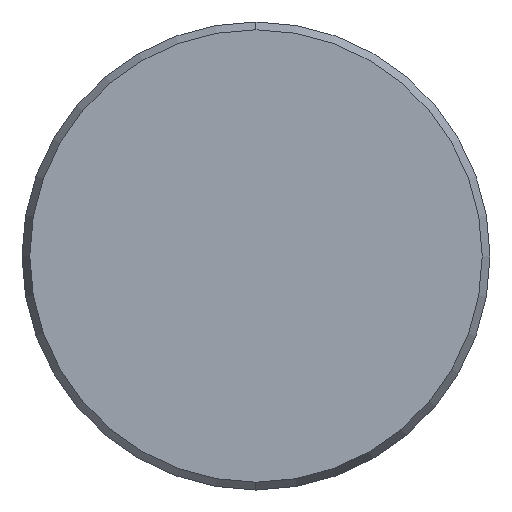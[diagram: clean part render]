
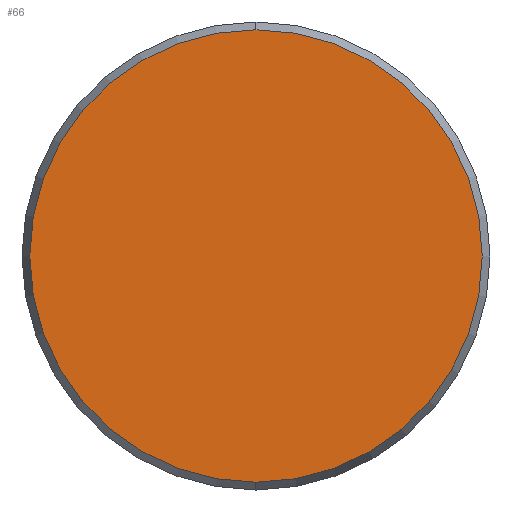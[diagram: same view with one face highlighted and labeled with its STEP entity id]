
A CAD part, left-side view. The second image highlights one B-rep face of the part: STEP entity #66.
In plain terms, the highlighted planar face has unit normal (-1, 0, 0).
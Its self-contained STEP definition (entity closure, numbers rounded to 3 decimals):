
#66=ADVANCED_FACE('',(#107),#108,.F.);
#107=FACE_OUTER_BOUND('',#962,.T.);
#108=PLANE('',#963);
#962=EDGE_LOOP('',(#1100,#1101));
#963=AXIS2_PLACEMENT_3D('',#1102,#1103,#1104);
#1100=ORIENTED_EDGE('',*,*,#1199,.F.);
#1101=ORIENTED_EDGE('',*,*,#1217,.F.);
#1102=CARTESIAN_POINT('',(-63.819,0.,51.665));
#1103=DIRECTION('',(1.0,0.,0.));
#1104=DIRECTION('',(0.,0.0,1.0));
#1199=EDGE_CURVE('',#1289,#1286,#1291,.T.);
#1217=EDGE_CURVE('',#1286,#1289,#1315,.T.);
#1286=VERTEX_POINT('',#1528);
#1289=VERTEX_POINT('',#1532);
#1291=CIRCLE('',#1535,14.5);
#1315=CIRCLE('',#1691,14.5);
#1528=CARTESIAN_POINT('',(-63.819,0.,37.165));
#1532=CARTESIAN_POINT('',(-63.819,0.,66.165));
#1535=AXIS2_PLACEMENT_3D('',#1753,#1754,#1755);
#1691=AXIS2_PLACEMENT_3D('',#1771,#1772,#1773);
#1753=CARTESIAN_POINT('',(-63.819,0.,51.665));
#1754=DIRECTION('',(1.0,0.,0.));
#1755=DIRECTION('',(0.,0.0,-1.0));
#1771=CARTESIAN_POINT('',(-63.819,0.,51.665));
#1772=DIRECTION('',(1.0,0.,0.));
#1773=DIRECTION('',(0.,0.0,-1.0));
